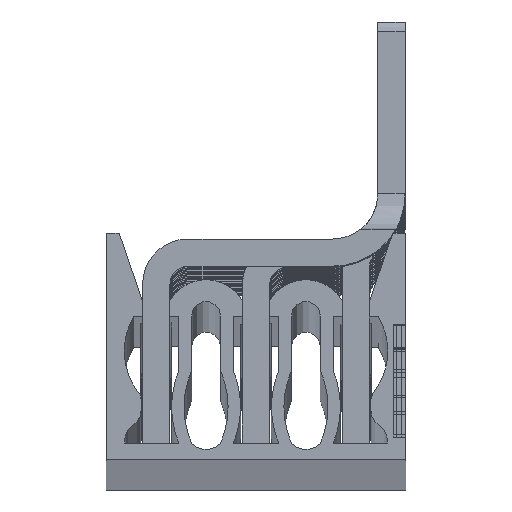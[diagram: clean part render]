
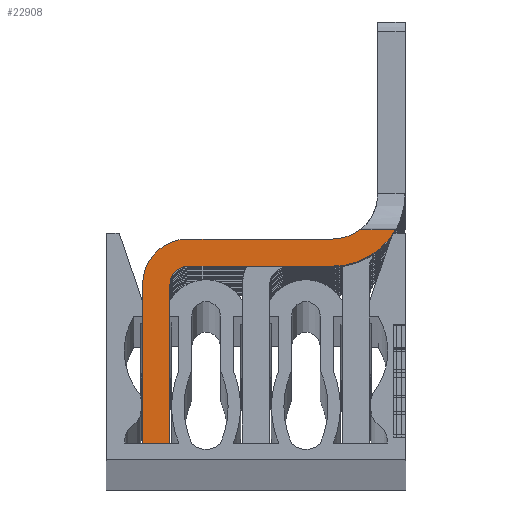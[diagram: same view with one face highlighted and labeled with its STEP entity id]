
A CAD part, top view. The second image highlights one B-rep face of the part: STEP entity #22908.
In plain terms, the highlighted planar face has unit normal (0, 0, 1).
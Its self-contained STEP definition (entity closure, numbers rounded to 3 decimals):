
#875=DIRECTION('',(0.,-1.,0.));
#876=VECTOR('',#875,8.8);
#877=CARTESIAN_POINT('',(2.,11.1,-38.6));
#878=LINE('',#877,#876);
#889=DIRECTION('',(1.,0.,0.));
#890=VECTOR('',#889,1.5);
#891=CARTESIAN_POINT('',(2.,2.3,-38.6));
#892=LINE('',#891,#890);
#960=DIRECTION('',(0.,1.,0.));
#961=VECTOR('',#960,8.8);
#962=CARTESIAN_POINT('',(3.5,2.3,-38.6));
#963=LINE('',#962,#961);
#10121=CARTESIAN_POINT('',(4.5,11.1,-38.6));
#10122=DIRECTION('',(0.,0.,-1.));
#10123=DIRECTION('',(-1.,0.,0.));
#10124=AXIS2_PLACEMENT_3D('',#10121,#10122,#10123);
#10129=CARTESIAN_POINT('',(12.5,16.1,-38.6));
#10130=DIRECTION('',(0.,0.,1.));
#10131=DIRECTION('',(0.,-1.,0.));
#10132=AXIS2_PLACEMENT_3D('',#10129,#10130,#10131);
#10137=CARTESIAN_POINT('',(12.5,16.1,-38.6));
#10138=DIRECTION('',(0.,0.,-1.));
#10139=DIRECTION('',(0.866,-0.5,0.));
#10140=AXIS2_PLACEMENT_3D('',#10137,#10138,#10139);
#10145=CARTESIAN_POINT('',(4.5,11.1,-38.6));
#10146=DIRECTION('',(0.,0.,1.));
#10147=DIRECTION('',(0.,1.,0.));
#10148=AXIS2_PLACEMENT_3D('',#10145,#10146,#10147);
#10227=DIRECTION('',(1.,0.,0.));
#10228=VECTOR('',#10227,8.);
#10229=CARTESIAN_POINT('',(4.5,12.1,-38.6));
#10230=LINE('',#10229,#10228);
#10284=DIRECTION('',(-1.,0.,0.));
#10285=VECTOR('',#10284,1.964);
#10286=CARTESIAN_POINT('',(15.964,14.1,-38.6));
#10287=LINE('',#10286,#10285);
#10486=DIRECTION('',(-1.,0.,0.));
#10487=VECTOR('',#10486,8.);
#10488=CARTESIAN_POINT('',(12.5,13.6,-38.6));
#10489=LINE('',#10488,#10487);
#10958=CARTESIAN_POINT('',(2.,2.3,-38.6));
#10960=VERTEX_POINT('',#10958);
#11266=CARTESIAN_POINT('',(2.,11.1,-38.6));
#11267=VERTEX_POINT('',#11266);
#11268=CARTESIAN_POINT('',(3.5,2.3,-38.6));
#11270=VERTEX_POINT('',#11268);
#11310=CARTESIAN_POINT('',(3.5,11.1,-38.6));
#11311=VERTEX_POINT('',#11310);
#12606=CARTESIAN_POINT('',(4.5,13.6,-38.6));
#12607=VERTEX_POINT('',#12606);
#12608=CARTESIAN_POINT('',(12.5,13.6,-38.6));
#12609=VERTEX_POINT('',#12608);
#12610=CARTESIAN_POINT('',(14.,14.1,-38.6));
#12611=VERTEX_POINT('',#12610);
#12612=CARTESIAN_POINT('',(15.964,14.1,-38.6));
#12613=VERTEX_POINT('',#12612);
#12614=CARTESIAN_POINT('',(12.5,12.1,-38.6));
#12615=VERTEX_POINT('',#12614);
#12616=CARTESIAN_POINT('',(4.5,12.1,-38.6));
#12617=VERTEX_POINT('',#12616);
#22884=CARTESIAN_POINT('',(16.5,11.,-38.6));
#22885=DIRECTION('',(0.,0.,1.));
#22886=DIRECTION('',(0.,1.,0.));
#22887=AXIS2_PLACEMENT_3D('',#22884,#22885,#22886);
#22888=PLANE('',#22887);
#22889=ORIENTED_EDGE('',*,*,#13158,.F.);
#22890=ORIENTED_EDGE('',*,*,#13102,.F.);
#22891=ORIENTED_EDGE('',*,*,#13080,.F.);
#22893=ORIENTED_EDGE('',*,*,#22892,.T.);
#22895=ORIENTED_EDGE('',*,*,#22894,.F.);
#22897=ORIENTED_EDGE('',*,*,#22896,.T.);
#22899=ORIENTED_EDGE('',*,*,#22898,.F.);
#22901=ORIENTED_EDGE('',*,*,#22900,.T.);
#22903=ORIENTED_EDGE('',*,*,#22902,.F.);
#22905=ORIENTED_EDGE('',*,*,#22904,.T.);
#22906=EDGE_LOOP('',(#22889,#22890,#22891,#22893,#22895,#22897,#22899,#22901,
#22903,#22905));
#22907=FACE_OUTER_BOUND('',#22906,.F.);
#10125=CIRCLE('',#10124,2.5);
#10133=CIRCLE('',#10132,2.5);
#10141=CIRCLE('',#10140,4.);
#10149=CIRCLE('',#10148,1.);
#13080=EDGE_CURVE('',#11267,#10960,#878,.T.);
#13102=EDGE_CURVE('',#10960,#11270,#892,.T.);
#13158=EDGE_CURVE('',#11270,#11311,#963,.T.);
#22892=EDGE_CURVE('',#11267,#12607,#10125,.T.);
#22894=EDGE_CURVE('',#12609,#12607,#10489,.T.);
#22896=EDGE_CURVE('',#12609,#12611,#10133,.T.);
#22898=EDGE_CURVE('',#12613,#12611,#10287,.T.);
#22900=EDGE_CURVE('',#12613,#12615,#10141,.T.);
#22902=EDGE_CURVE('',#12617,#12615,#10230,.T.);
#22904=EDGE_CURVE('',#12617,#11311,#10149,.T.);
#22908=ADVANCED_FACE('',(#22907),#22888,.T.);
